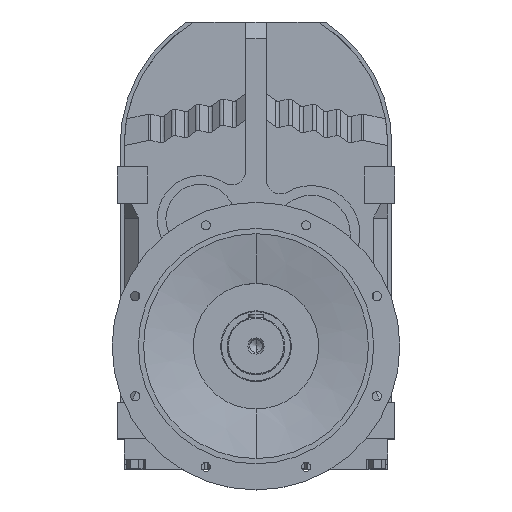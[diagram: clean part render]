
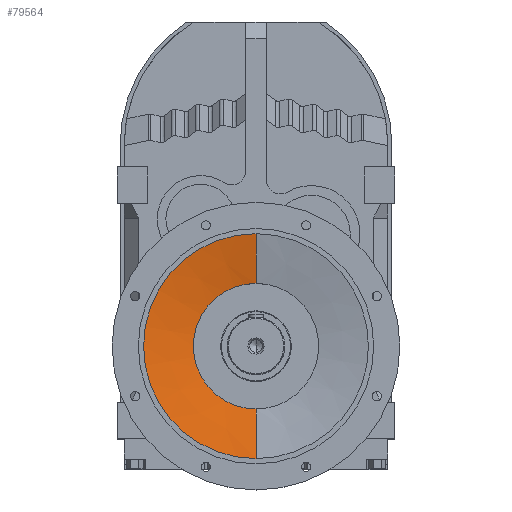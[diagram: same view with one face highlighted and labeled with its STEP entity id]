
A CAD part, top view. The second image highlights one B-rep face of the part: STEP entity #79564.
In plain terms, the highlighted conical face has half-angle 78.98 degrees and reference radius 215 mm.
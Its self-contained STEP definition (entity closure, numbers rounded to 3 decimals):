
#79201 = CYLINDRICAL_SURFACE('',#79202,215.);
#79202 = AXIS2_PLACEMENT_3D('',#79203,#79204,#79205);
#79203 = CARTESIAN_POINT('',(0.,-382.6,0.));
#79204 = DIRECTION('',(0.,0.,-1.));
#79205 = DIRECTION('',(0.,1.,0.));
#79268 = CYLINDRICAL_SURFACE('',#79269,120.);
#79269 = AXIS2_PLACEMENT_3D('',#79270,#79271,#79272);
#79270 = CARTESIAN_POINT('',(0.,-382.6,0.));
#79271 = DIRECTION('',(0.,0.,-1.));
#79272 = DIRECTION('',(0.,1.,0.));
#79284 = VERTEX_POINT('',#79285);
#79285 = CARTESIAN_POINT('',(0.,-167.6,414.));
#79304 = EDGE_CURVE('',#79305,#79284,#79307,.T.);
#79305 = VERTEX_POINT('',#79306);
#79306 = CARTESIAN_POINT('',(0.,-597.6,414.));
#79307 = SURFACE_CURVE('',#79308,(#79313,#79319),.PCURVE_S1.);
#79308 = CIRCLE('',#79309,215.);
#79309 = AXIS2_PLACEMENT_3D('',#79310,#79311,#79312);
#79310 = CARTESIAN_POINT('',(0.,-382.6,414.));
#79311 = DIRECTION('',(0.,0.,-1.));
#79312 = DIRECTION('',(0.,1.,0.));
#79313 = PCURVE('',#79201,#79314);
#79314 = DEFINITIONAL_REPRESENTATION('',(#79315),#79318);
#79315 = B_SPLINE_CURVE_WITH_KNOTS('',1,(#79316,#79317),.UNSPECIFIED.,
  .F.,.F.,(2,2),(3.142,6.283),.PIECEWISE_BEZIER_KNOTS.);
#79316 = CARTESIAN_POINT('',(3.142,-414.));
#79317 = CARTESIAN_POINT('',(6.283,-414.));
#79318 = ( GEOMETRIC_REPRESENTATION_CONTEXT(2) 
PARAMETRIC_REPRESENTATION_CONTEXT() REPRESENTATION_CONTEXT('2D SPACE',''
  ) );
#79319 = PCURVE('',#79320,#79325);
#79320 = CONICAL_SURFACE('',#79321,215.,1.378);
#79321 = AXIS2_PLACEMENT_3D('',#79322,#79323,#79324);
#79322 = CARTESIAN_POINT('',(0.,-382.6,414.));
#79323 = DIRECTION('',(0.,0.,1.));
#79324 = DIRECTION('',(0.,-1.,0.));
#79325 = DEFINITIONAL_REPRESENTATION('',(#79326),#79352);
#79326 = B_SPLINE_CURVE_WITH_KNOTS('',3,(#79327,#79328,#79329,#79330,
    #79331,#79332,#79333,#79334,#79335,#79336,#79337,#79338,#79339,
    #79340,#79341,#79342,#79343,#79344,#79345,#79346,#79347,#79348,
    #79349,#79350,#79351),.UNSPECIFIED.,.F.,.F.,(4,1,1,1,1,1,1,1,1,1,1,1
    ,1,1,1,1,1,1,1,1,1,1,4),(3.142,3.284,3.427
    ,3.57,3.713,3.856,3.998,
    4.141,4.284,4.427,4.57,
    4.712,4.855,4.998,5.141,
    5.284,5.426,5.569,5.712,
    5.855,5.998,6.14,6.283),
  .QUASI_UNIFORM_KNOTS.);
#79327 = CARTESIAN_POINT('',(6.283,0.));
#79328 = CARTESIAN_POINT('',(6.236,0.));
#79329 = CARTESIAN_POINT('',(6.14,0.));
#79330 = CARTESIAN_POINT('',(5.998,0.));
#79331 = CARTESIAN_POINT('',(5.855,0.));
#79332 = CARTESIAN_POINT('',(5.712,0.));
#79333 = CARTESIAN_POINT('',(5.569,0.));
#79334 = CARTESIAN_POINT('',(5.426,0.));
#79335 = CARTESIAN_POINT('',(5.284,0.));
#79336 = CARTESIAN_POINT('',(5.141,0.));
#79337 = CARTESIAN_POINT('',(4.998,0.));
#79338 = CARTESIAN_POINT('',(4.855,0.));
#79339 = CARTESIAN_POINT('',(4.712,0.));
#79340 = CARTESIAN_POINT('',(4.57,0.));
#79341 = CARTESIAN_POINT('',(4.427,0.));
#79342 = CARTESIAN_POINT('',(4.284,0.));
#79343 = CARTESIAN_POINT('',(4.141,0.));
#79344 = CARTESIAN_POINT('',(3.998,0.));
#79345 = CARTESIAN_POINT('',(3.856,0.));
#79346 = CARTESIAN_POINT('',(3.713,0.));
#79347 = CARTESIAN_POINT('',(3.57,0.));
#79348 = CARTESIAN_POINT('',(3.427,0.));
#79349 = CARTESIAN_POINT('',(3.284,0.));
#79350 = CARTESIAN_POINT('',(3.189,0.));
#79351 = CARTESIAN_POINT('',(3.142,0.));
#79352 = ( GEOMETRIC_REPRESENTATION_CONTEXT(2) 
PARAMETRIC_REPRESENTATION_CONTEXT() REPRESENTATION_CONTEXT('2D SPACE',''
  ) );
#79391 = CONICAL_SURFACE('',#79392,215.,1.378);
#79392 = AXIS2_PLACEMENT_3D('',#79393,#79394,#79395);
#79393 = CARTESIAN_POINT('',(0.,-382.6,414.));
#79394 = DIRECTION('',(0.,0.,1.));
#79395 = DIRECTION('',(0.,-1.,0.));
#79430 = EDGE_CURVE('',#79431,#79433,#79435,.T.);
#79431 = VERTEX_POINT('',#79432);
#79432 = CARTESIAN_POINT('',(0.,-502.6,395.5));
#79433 = VERTEX_POINT('',#79434);
#79434 = CARTESIAN_POINT('',(0.,-262.6,395.5));
#79435 = SURFACE_CURVE('',#79436,(#79441,#79447),.PCURVE_S1.);
#79436 = CIRCLE('',#79437,120.);
#79437 = AXIS2_PLACEMENT_3D('',#79438,#79439,#79440);
#79438 = CARTESIAN_POINT('',(0.,-382.6,395.5));
#79439 = DIRECTION('',(0.,0.,-1.));
#79440 = DIRECTION('',(0.,1.,0.));
#79441 = PCURVE('',#79268,#79442);
#79442 = DEFINITIONAL_REPRESENTATION('',(#79443),#79446);
#79443 = B_SPLINE_CURVE_WITH_KNOTS('',1,(#79444,#79445),.UNSPECIFIED.,
  .F.,.F.,(2,2),(3.142,6.283),.PIECEWISE_BEZIER_KNOTS.);
#79444 = CARTESIAN_POINT('',(3.142,-395.5));
#79445 = CARTESIAN_POINT('',(6.283,-395.5));
#79446 = ( GEOMETRIC_REPRESENTATION_CONTEXT(2) 
PARAMETRIC_REPRESENTATION_CONTEXT() REPRESENTATION_CONTEXT('2D SPACE',''
  ) );
#79447 = PCURVE('',#79320,#79448);
#79448 = DEFINITIONAL_REPRESENTATION('',(#79449),#79475);
#79449 = B_SPLINE_CURVE_WITH_KNOTS('',3,(#79450,#79451,#79452,#79453,
    #79454,#79455,#79456,#79457,#79458,#79459,#79460,#79461,#79462,
    #79463,#79464,#79465,#79466,#79467,#79468,#79469,#79470,#79471,
    #79472,#79473,#79474),.UNSPECIFIED.,.F.,.F.,(4,1,1,1,1,1,1,1,1,1,1,1
    ,1,1,1,1,1,1,1,1,1,1,4),(3.142,3.284,3.427
    ,3.57,3.713,3.856,3.998,
    4.141,4.284,4.427,4.57,
    4.712,4.855,4.998,5.141,
    5.284,5.426,5.569,5.712,
    5.855,5.998,6.14,6.283),
  .QUASI_UNIFORM_KNOTS.);
#79450 = CARTESIAN_POINT('',(6.283,-18.5));
#79451 = CARTESIAN_POINT('',(6.236,-18.5));
#79452 = CARTESIAN_POINT('',(6.14,-18.5));
#79453 = CARTESIAN_POINT('',(5.998,-18.5));
#79454 = CARTESIAN_POINT('',(5.855,-18.5));
#79455 = CARTESIAN_POINT('',(5.712,-18.5));
#79456 = CARTESIAN_POINT('',(5.569,-18.5));
#79457 = CARTESIAN_POINT('',(5.426,-18.5));
#79458 = CARTESIAN_POINT('',(5.284,-18.5));
#79459 = CARTESIAN_POINT('',(5.141,-18.5));
#79460 = CARTESIAN_POINT('',(4.998,-18.5));
#79461 = CARTESIAN_POINT('',(4.855,-18.5));
#79462 = CARTESIAN_POINT('',(4.712,-18.5));
#79463 = CARTESIAN_POINT('',(4.57,-18.5));
#79464 = CARTESIAN_POINT('',(4.427,-18.5));
#79465 = CARTESIAN_POINT('',(4.284,-18.5));
#79466 = CARTESIAN_POINT('',(4.141,-18.5));
#79467 = CARTESIAN_POINT('',(3.998,-18.5));
#79468 = CARTESIAN_POINT('',(3.856,-18.5));
#79469 = CARTESIAN_POINT('',(3.713,-18.5));
#79470 = CARTESIAN_POINT('',(3.57,-18.5));
#79471 = CARTESIAN_POINT('',(3.427,-18.5));
#79472 = CARTESIAN_POINT('',(3.284,-18.5));
#79473 = CARTESIAN_POINT('',(3.189,-18.5));
#79474 = CARTESIAN_POINT('',(3.142,-18.5));
#79475 = ( GEOMETRIC_REPRESENTATION_CONTEXT(2) 
PARAMETRIC_REPRESENTATION_CONTEXT() REPRESENTATION_CONTEXT('2D SPACE',''
  ) );
#79564 = ADVANCED_FACE('',(#79565),#79320,.F.);
#79565 = FACE_BOUND('',#79566,.F.);
#79566 = EDGE_LOOP('',(#79567,#79568,#79587,#79588));
#79567 = ORIENTED_EDGE('',*,*,#79430,.F.);
#79568 = ORIENTED_EDGE('',*,*,#79569,.T.);
#79569 = EDGE_CURVE('',#79431,#79305,#79570,.T.);
#79570 = SURFACE_CURVE('',#79571,(#79575,#79581),.PCURVE_S1.);
#79571 = LINE('',#79572,#79573);
#79572 = CARTESIAN_POINT('',(0.,-597.6,414.));
#79573 = VECTOR('',#79574,1.);
#79574 = DIRECTION('',(0.,-0.982,0.191));
#79575 = PCURVE('',#79320,#79576);
#79576 = DEFINITIONAL_REPRESENTATION('',(#79577),#79580);
#79577 = B_SPLINE_CURVE_WITH_KNOTS('',1,(#79578,#79579),.UNSPECIFIED.,
  .F.,.F.,(2,2),(-96.785,0.),
  .PIECEWISE_BEZIER_KNOTS.);
#79578 = CARTESIAN_POINT('',(6.283,-18.5));
#79579 = CARTESIAN_POINT('',(6.283,0.));
#79580 = ( GEOMETRIC_REPRESENTATION_CONTEXT(2) 
PARAMETRIC_REPRESENTATION_CONTEXT() REPRESENTATION_CONTEXT('2D SPACE',''
  ) );
#79581 = PCURVE('',#79391,#79582);
#79582 = DEFINITIONAL_REPRESENTATION('',(#79583),#79586);
#79583 = B_SPLINE_CURVE_WITH_KNOTS('',1,(#79584,#79585),.UNSPECIFIED.,
  .F.,.F.,(2,2),(-96.785,0.),
  .PIECEWISE_BEZIER_KNOTS.);
#79584 = CARTESIAN_POINT('',(0.,-18.5));
#79585 = CARTESIAN_POINT('',(0.,0.));
#79586 = ( GEOMETRIC_REPRESENTATION_CONTEXT(2) 
PARAMETRIC_REPRESENTATION_CONTEXT() REPRESENTATION_CONTEXT('2D SPACE',''
  ) );
#79587 = ORIENTED_EDGE('',*,*,#79304,.T.);
#79588 = ORIENTED_EDGE('',*,*,#79589,.F.);
#79589 = EDGE_CURVE('',#79433,#79284,#79590,.T.);
#79590 = SURFACE_CURVE('',#79591,(#79595,#79601),.PCURVE_S1.);
#79591 = LINE('',#79592,#79593);
#79592 = CARTESIAN_POINT('',(0.,-167.6,414.));
#79593 = VECTOR('',#79594,1.);
#79594 = DIRECTION('',(0.,0.982,0.191)
  );
#79595 = PCURVE('',#79320,#79596);
#79596 = DEFINITIONAL_REPRESENTATION('',(#79597),#79600);
#79597 = B_SPLINE_CURVE_WITH_KNOTS('',1,(#79598,#79599),.UNSPECIFIED.,
  .F.,.F.,(2,2),(-96.785,0.),
  .PIECEWISE_BEZIER_KNOTS.);
#79598 = CARTESIAN_POINT('',(3.142,-18.5));
#79599 = CARTESIAN_POINT('',(3.142,0.));
#79600 = ( GEOMETRIC_REPRESENTATION_CONTEXT(2) 
PARAMETRIC_REPRESENTATION_CONTEXT() REPRESENTATION_CONTEXT('2D SPACE',''
  ) );
#79601 = PCURVE('',#79391,#79602);
#79602 = DEFINITIONAL_REPRESENTATION('',(#79603),#79606);
#79603 = B_SPLINE_CURVE_WITH_KNOTS('',1,(#79604,#79605),.UNSPECIFIED.,
  .F.,.F.,(2,2),(-96.785,0.),
  .PIECEWISE_BEZIER_KNOTS.);
#79604 = CARTESIAN_POINT('',(3.142,-18.5));
#79605 = CARTESIAN_POINT('',(3.142,0.));
#79606 = ( GEOMETRIC_REPRESENTATION_CONTEXT(2) 
PARAMETRIC_REPRESENTATION_CONTEXT() REPRESENTATION_CONTEXT('2D SPACE',''
  ) );
